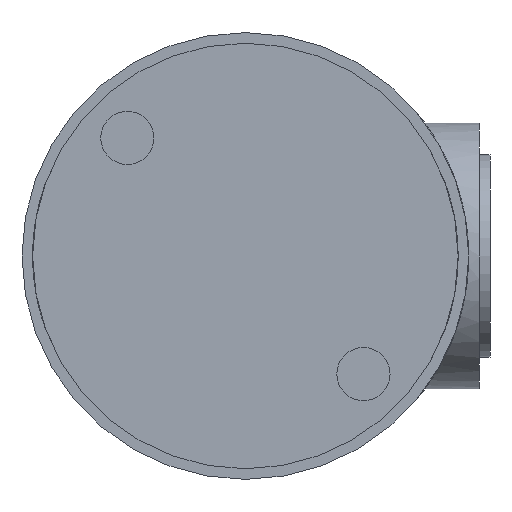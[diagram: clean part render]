
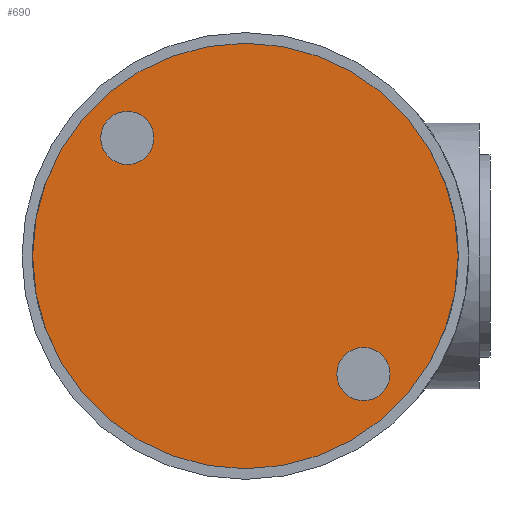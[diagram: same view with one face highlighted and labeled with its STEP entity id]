
A CAD part, front view. The second image highlights one B-rep face of the part: STEP entity #690.
In plain terms, the highlighted planar face has unit normal (0, -1, 0).
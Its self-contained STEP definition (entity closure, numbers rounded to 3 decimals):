
#43 = VERTEX_POINT ( 'NONE', #486 ) ;
#57 = DIRECTION ( 'NONE',  ( 0., 0., 1. ) ) ;
#59 = DIRECTION ( 'NONE',  ( 0., 0., 1. ) ) ;
#95 = CARTESIAN_POINT ( 'NONE',  ( 0., -23.35, -20. ) ) ;
#124 = EDGE_LOOP ( 'NONE', ( #1299, #1064 ) ) ;
#177 = CARTESIAN_POINT ( 'NONE',  ( -11.1, -23.35, 11.1 ) ) ;
#208 = FACE_OUTER_BOUND ( 'NONE', #895, .T. ) ;
#255 = AXIS2_PLACEMENT_3D ( 'NONE', #400, #1403, #757 ) ;
#264 = VERTEX_POINT ( 'NONE', #699 ) ;
#319 = FACE_BOUND ( 'NONE', #124, .T. ) ;
#324 = ORIENTED_EDGE ( 'NONE', *, *, #1082, .F. ) ;
#326 = ORIENTED_EDGE ( 'NONE', *, *, #383, .F. ) ;
#346 = CARTESIAN_POINT ( 'NONE',  ( 0., -23.35, 0. ) ) ;
#361 = CARTESIAN_POINT ( 'NONE',  ( -11.1, -23.35, 8.6 ) ) ;
#383 = EDGE_CURVE ( 'NONE', #1085, #1349, #1517, .T. ) ;
#400 = CARTESIAN_POINT ( 'NONE',  ( 11.1, -23.35, -11.1 ) ) ;
#425 = CARTESIAN_POINT ( 'NONE',  ( 0., -23.35, 0. ) ) ;
#486 = CARTESIAN_POINT ( 'NONE',  ( 11.1, -23.35, -8.6 ) ) ;
#496 = DIRECTION ( 'NONE',  ( 0., -1., 0. ) ) ;
#500 = ORIENTED_EDGE ( 'NONE', *, *, #898, .F. ) ;
#613 = AXIS2_PLACEMENT_3D ( 'NONE', #177, #1144, #1288 ) ;
#615 = CIRCLE ( 'NONE', #1416, 2.5 ) ;
#642 = AXIS2_PLACEMENT_3D ( 'NONE', #1116, #496, #1224 ) ;
#672 = PLANE ( 'NONE',  #1075 ) ;
#690 = ADVANCED_FACE ( 'NONE', ( #1442, #319, #208 ), #672, .F. ) ;
#699 = CARTESIAN_POINT ( 'NONE',  ( -11.1, -23.35, 13.6 ) ) ;
#715 = EDGE_CURVE ( 'NONE', #43, #903, #615, .T. ) ;
#749 = CIRCLE ( 'NONE', #1308, 20. ) ;
#757 = DIRECTION ( 'NONE',  ( 0., 0., 1. ) ) ;
#772 = CIRCLE ( 'NONE', #613, 2.5 ) ;
#774 = VERTEX_POINT ( 'NONE', #361 ) ;
#813 = DIRECTION ( 'NONE',  ( 0., 1., 0. ) ) ;
#885 = AXIS2_PLACEMENT_3D ( 'NONE', #1500, #1370, #1600 ) ;
#895 = EDGE_LOOP ( 'NONE', ( #324, #326 ) ) ;
#898 = EDGE_CURVE ( 'NONE', #774, #264, #1125, .T. ) ;
#903 = VERTEX_POINT ( 'NONE', #1415 ) ;
#929 = CARTESIAN_POINT ( 'NONE',  ( 0., -23.35, 20. ) ) ;
#990 = EDGE_CURVE ( 'NONE', #903, #43, #1382, .T. ) ;
#1064 = ORIENTED_EDGE ( 'NONE', *, *, #715, .F. ) ;
#1075 = AXIS2_PLACEMENT_3D ( 'NONE', #346, #813, #59 ) ;
#1082 = EDGE_CURVE ( 'NONE', #1349, #1085, #749, .T. ) ;
#1085 = VERTEX_POINT ( 'NONE', #929 ) ;
#1089 = DIRECTION ( 'NONE',  ( 0., -1., 0. ) ) ;
#1116 = CARTESIAN_POINT ( 'NONE',  ( -11.1, -23.35, 11.1 ) ) ;
#1125 = CIRCLE ( 'NONE', #642, 2.5 ) ;
#1144 = DIRECTION ( 'NONE',  ( 0., -1., 0. ) ) ;
#1216 = DIRECTION ( 'NONE',  ( 0., 0., 1. ) ) ;
#1224 = DIRECTION ( 'NONE',  ( 0., 0., -1. ) ) ;
#1288 = DIRECTION ( 'NONE',  ( 0., 0., -1. ) ) ;
#1299 = ORIENTED_EDGE ( 'NONE', *, *, #990, .F. ) ;
#1308 = AXIS2_PLACEMENT_3D ( 'NONE', #425, #1450, #57 ) ;
#1349 = VERTEX_POINT ( 'NONE', #95 ) ;
#1365 = EDGE_CURVE ( 'NONE', #264, #774, #772, .T. ) ;
#1370 = DIRECTION ( 'NONE',  ( 0., 1., 0. ) ) ;
#1382 = CIRCLE ( 'NONE', #255, 2.5 ) ;
#1403 = DIRECTION ( 'NONE',  ( 0., -1., 0. ) ) ;
#1415 = CARTESIAN_POINT ( 'NONE',  ( 11.1, -23.35, -13.6 ) ) ;
#1416 = AXIS2_PLACEMENT_3D ( 'NONE', #1570, #1089, #1216 ) ;
#1442 = FACE_BOUND ( 'NONE', #1555, .T. ) ;
#1450 = DIRECTION ( 'NONE',  ( 0., 1., 0. ) ) ;
#1500 = CARTESIAN_POINT ( 'NONE',  ( 0., -23.35, 0. ) ) ;
#1517 = CIRCLE ( 'NONE', #885, 20. ) ;
#1529 = ORIENTED_EDGE ( 'NONE', *, *, #1365, .F. ) ;
#1555 = EDGE_LOOP ( 'NONE', ( #500, #1529 ) ) ;
#1570 = CARTESIAN_POINT ( 'NONE',  ( 11.1, -23.35, -11.1 ) ) ;
#1600 = DIRECTION ( 'NONE',  ( 0., 0., 1. ) ) ;
